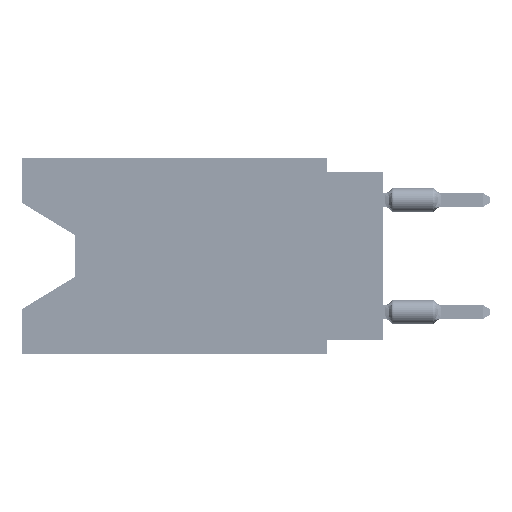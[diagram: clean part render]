
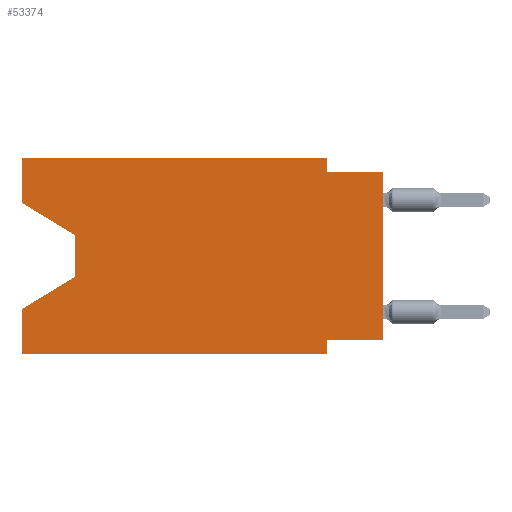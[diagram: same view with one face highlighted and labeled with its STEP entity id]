
A CAD part, left-side view. The second image highlights one B-rep face of the part: STEP entity #53374.
In plain terms, the highlighted planar face has unit normal (-1, 0, 0).
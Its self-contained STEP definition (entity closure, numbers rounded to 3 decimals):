
#2564 = AXIS2_PLACEMENT_3D ( 'NONE', #5301, #36267, #5688 ) ;
#3901 = CARTESIAN_POINT ( 'NONE',  ( 0., 16.383, -2.038 ) ) ;
#4546 = EDGE_CURVE ( 'NONE', #24018, #40641, #43553, .T. ) ;
#4637 = ORIENTED_EDGE ( 'NONE', *, *, #74968, .T. ) ;
#5301 = CARTESIAN_POINT ( 'NONE',  ( 0., 16.383, 0. ) ) ;
#5688 = DIRECTION ( 'NONE',  ( 0., 0., -1. ) ) ;
#5932 = EDGE_CURVE ( 'NONE', #40641, #75977, #21974, .T. ) ;
#7414 = DIRECTION ( 'NONE',  ( 0., 0., 1. ) ) ;
#7606 = VERTEX_POINT ( 'NONE', #21118 ) ;
#8090 = ORIENTED_EDGE ( 'NONE', *, *, #5932, .F. ) ;
#8952 = DIRECTION ( 'NONE',  ( 0., 0., 1. ) ) ;
#9288 = VERTEX_POINT ( 'NONE', #11037 ) ;
#9544 = LINE ( 'NONE', #14721, #38485 ) ;
#10033 = EDGE_CURVE ( 'NONE', #24018, #64345, #46219, .T. ) ;
#10778 = DIRECTION ( 'NONE',  ( 0., -1., 0. ) ) ;
#11037 = CARTESIAN_POINT ( 'NONE',  ( 0., 13.97, -5.385 ) ) ;
#12538 = CARTESIAN_POINT ( 'NONE',  ( 0., 13.97, -3.505 ) ) ;
#13176 = ORIENTED_EDGE ( 'NONE', *, *, #4546, .F. ) ;
#13622 = DIRECTION ( 'NONE',  ( 0., 0., -1. ) ) ;
#14721 = CARTESIAN_POINT ( 'NONE',  ( 0., 13.97, -5.385 ) ) ;
#14807 = DIRECTION ( 'NONE',  ( 0., -1., 0. ) ) ;
#14909 = LINE ( 'NONE', #69289, #20595 ) ;
#15375 = VECTOR ( 'NONE', #10778, 1000. ) ;
#16043 = VERTEX_POINT ( 'NONE', #51527 ) ;
#16281 = VERTEX_POINT ( 'NONE', #72867 ) ;
#16731 = LINE ( 'NONE', #40972, #15375 ) ;
#18091 = DIRECTION ( 'NONE',  ( 0., 0., -1. ) ) ;
#19597 = LINE ( 'NONE', #68007, #24133 ) ;
#20542 = VECTOR ( 'NONE', #14807, 1000. ) ;
#20566 = DIRECTION ( 'NONE',  ( 0., 1., 0. ) ) ;
#20595 = VECTOR ( 'NONE', #8952, 1000. ) ;
#21118 = CARTESIAN_POINT ( 'NONE',  ( 0., 2.54, -8.255 ) ) ;
#21462 = DIRECTION ( 'NONE',  ( 0., 0.855, -0.519 ) ) ;
#21974 = LINE ( 'NONE', #52946, #61529 ) ;
#22603 = CARTESIAN_POINT ( 'NONE',  ( 0., 0., -8.255 ) ) ;
#23764 = VERTEX_POINT ( 'NONE', #28615 ) ;
#24018 = VERTEX_POINT ( 'NONE', #3901 ) ;
#24133 = VECTOR ( 'NONE', #13622, 1000. ) ;
#25867 = CARTESIAN_POINT ( 'NONE',  ( 0., 2.54, -8.89 ) ) ;
#25915 = EDGE_CURVE ( 'NONE', #7606, #16281, #36988, .T. ) ;
#27511 = CARTESIAN_POINT ( 'NONE',  ( 0., 2.54, 0. ) ) ;
#28041 = EDGE_LOOP ( 'NONE', ( #29540, #64658, #52948, #60887, #4637, #73857, #57154, #47570, #43105, #51249, #8090, #13176 ) ) ;
#28615 = CARTESIAN_POINT ( 'NONE',  ( 0., 16.383, -6.852 ) ) ;
#29306 = EDGE_CURVE ( 'NONE', #64345, #9288, #19597, .T. ) ;
#29540 = ORIENTED_EDGE ( 'NONE', *, *, #10033, .T. ) ;
#32611 = DIRECTION ( 'NONE',  ( 0., 0., 1. ) ) ;
#34559 = EDGE_CURVE ( 'NONE', #9288, #23764, #9544, .T. ) ;
#35216 = LINE ( 'NONE', #72489, #48524 ) ;
#36267 = DIRECTION ( 'NONE',  ( 1., 0., 0. ) ) ;
#36988 = LINE ( 'NONE', #25867, #48075 ) ;
#38485 = VECTOR ( 'NONE', #21462, 1000. ) ;
#38565 = LINE ( 'NONE', #69111, #58110 ) ;
#38633 = EDGE_CURVE ( 'NONE', #40849, #23764, #38565, .T. ) ;
#40641 = VERTEX_POINT ( 'NONE', #50659 ) ;
#40849 = VERTEX_POINT ( 'NONE', #76400 ) ;
#40972 = CARTESIAN_POINT ( 'NONE',  ( 0., 16.383, -8.89 ) ) ;
#43105 = ORIENTED_EDGE ( 'NONE', *, *, #75958, .F. ) ;
#43553 = LINE ( 'NONE', #63017, #49938 ) ;
#45304 = EDGE_CURVE ( 'NONE', #75977, #16043, #35216, .T. ) ;
#45395 = CARTESIAN_POINT ( 'NONE',  ( 0., 0., -0.635 ) ) ;
#45575 = LINE ( 'NONE', #74153, #55361 ) ;
#46219 = LINE ( 'NONE', #77139, #76983 ) ;
#47570 = ORIENTED_EDGE ( 'NONE', *, *, #56167, .T. ) ;
#48075 = VECTOR ( 'NONE', #61199, 1000. ) ;
#48188 = PLANE ( 'NONE',  #2564 ) ;
#48524 = VECTOR ( 'NONE', #18091, 1000. ) ;
#48766 = VERTEX_POINT ( 'NONE', #22603 ) ;
#49938 = VECTOR ( 'NONE', #7414, 1000. ) ;
#50659 = CARTESIAN_POINT ( 'NONE',  ( 0., 16.383, 0. ) ) ;
#51249 = ORIENTED_EDGE ( 'NONE', *, *, #45304, .F. ) ;
#51357 = LINE ( 'NONE', #45395, #20542 ) ;
#51527 = CARTESIAN_POINT ( 'NONE',  ( 0., 2.54, -0.635 ) ) ;
#52946 = CARTESIAN_POINT ( 'NONE',  ( 0., 16.383, 0. ) ) ;
#52948 = ORIENTED_EDGE ( 'NONE', *, *, #34559, .T. ) ;
#53374 = ADVANCED_FACE ( 'NONE', ( #54141 ), #48188, .F. ) ;
#54141 = FACE_OUTER_BOUND ( 'NONE', #28041, .T. ) ;
#54517 = CARTESIAN_POINT ( 'NONE',  ( 0., 0., -0.635 ) ) ;
#55361 = VECTOR ( 'NONE', #20566, 1000. ) ;
#56167 = EDGE_CURVE ( 'NONE', #48766, #64543, #14909, .T. ) ;
#57154 = ORIENTED_EDGE ( 'NONE', *, *, #62848, .F. ) ;
#58110 = VECTOR ( 'NONE', #32611, 1000. ) ;
#59297 = DIRECTION ( 'NONE',  ( 0., -0.855, -0.519 ) ) ;
#60887 = ORIENTED_EDGE ( 'NONE', *, *, #38633, .F. ) ;
#61199 = DIRECTION ( 'NONE',  ( 0., 0., -1. ) ) ;
#61529 = VECTOR ( 'NONE', #77132, 1000. ) ;
#62848 = EDGE_CURVE ( 'NONE', #48766, #7606, #45575, .T. ) ;
#63017 = CARTESIAN_POINT ( 'NONE',  ( 0., 16.383, 0. ) ) ;
#64345 = VERTEX_POINT ( 'NONE', #12538 ) ;
#64543 = VERTEX_POINT ( 'NONE', #54517 ) ;
#64658 = ORIENTED_EDGE ( 'NONE', *, *, #29306, .T. ) ;
#68007 = CARTESIAN_POINT ( 'NONE',  ( 0., 13.97, -3.505 ) ) ;
#69111 = CARTESIAN_POINT ( 'NONE',  ( 0., 16.383, 0. ) ) ;
#69289 = CARTESIAN_POINT ( 'NONE',  ( 0., 0., 0. ) ) ;
#72489 = CARTESIAN_POINT ( 'NONE',  ( 0., 2.54, 0. ) ) ;
#72867 = CARTESIAN_POINT ( 'NONE',  ( 0., 2.54, -8.89 ) ) ;
#73857 = ORIENTED_EDGE ( 'NONE', *, *, #25915, .F. ) ;
#74153 = CARTESIAN_POINT ( 'NONE',  ( 0., 0., -8.255 ) ) ;
#74968 = EDGE_CURVE ( 'NONE', #40849, #16281, #16731, .T. ) ;
#75958 = EDGE_CURVE ( 'NONE', #16043, #64543, #51357, .T. ) ;
#75977 = VERTEX_POINT ( 'NONE', #27511 ) ;
#76400 = CARTESIAN_POINT ( 'NONE',  ( 0., 16.383, -8.89 ) ) ;
#76983 = VECTOR ( 'NONE', #59297, 1000. ) ;
#77132 = DIRECTION ( 'NONE',  ( 0., -1., 0. ) ) ;
#77139 = CARTESIAN_POINT ( 'NONE',  ( 0., 16.383, -2.038 ) ) ;
